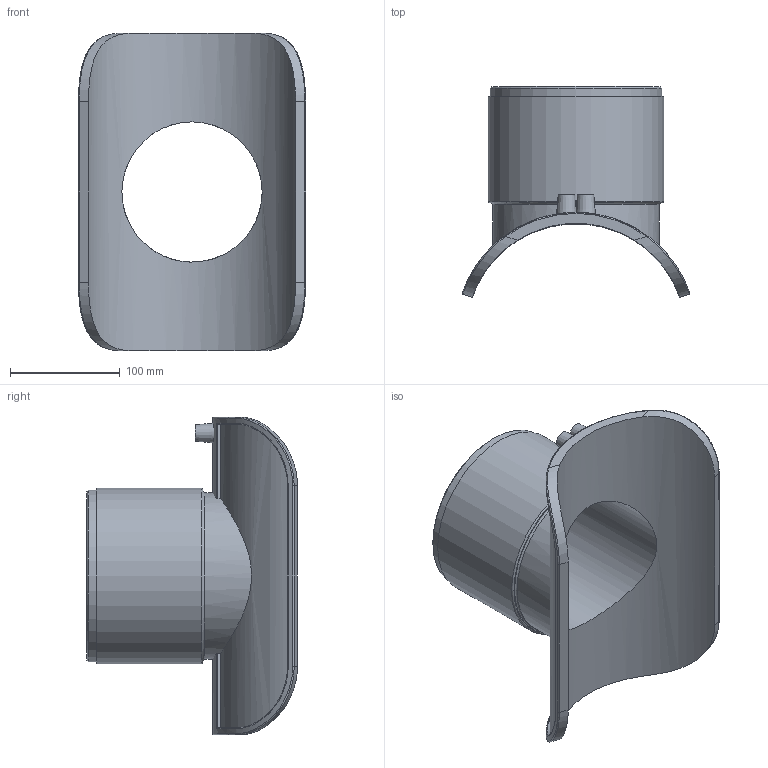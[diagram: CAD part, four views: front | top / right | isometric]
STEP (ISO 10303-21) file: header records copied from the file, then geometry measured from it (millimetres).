
FILE_DESCRIPTION(/* description */ ('PLASSON WASTEWATER SADDLE 200X160 SPIGOT INLET'),/* implementation_level */ '2;1');
FILE_NAME(/* name */ '4758S4200160.ipt.stp',/* time_stamp */ '2017-11-06T09:10:09+02:00',/* author */ ('Кирилл'),/* organization */ (''),/* preprocessor_version */ 'ST-DEVELOPER v15.6',/* originating_system */ 'Autodesk Inventor 2015',/* authorisation */ '');
FILE_SCHEMA (('AUTOMOTIVE_DESIGN { 1 0 10303 214 3 1 1 }'));
Length unit declared in the file: millimetre
Products named in the file (1): 4758S4200160
Bounding box: 207.45 x 192.42 x 290 mm (x, y, z)
Volume: 1280976.4 mm3; surface area: 252995 mm2
Topology: 1 solids, 1 shells, 76 faces, 175 edges, 110 vertices
Faces by surface type: cylinder 31, plane 24, torus 8, bspline 8, cone 5
Full cylindrical faces by diameter (mm): 4 x2, 10 x2, 128 x1, 136 x1, 152 x1, 156.8 x1, 160 x1
Entity records: 3045 total; most frequent: CARTESIAN_POINT 1433, DIRECTION 318, ORIENTED_EDGE 310, EDGE_CURVE 155, AXIS2_PLACEMENT_3D 136, VERTEX_POINT 106, EDGE_LOOP 103, FACE_OUTER_BOUND 76
